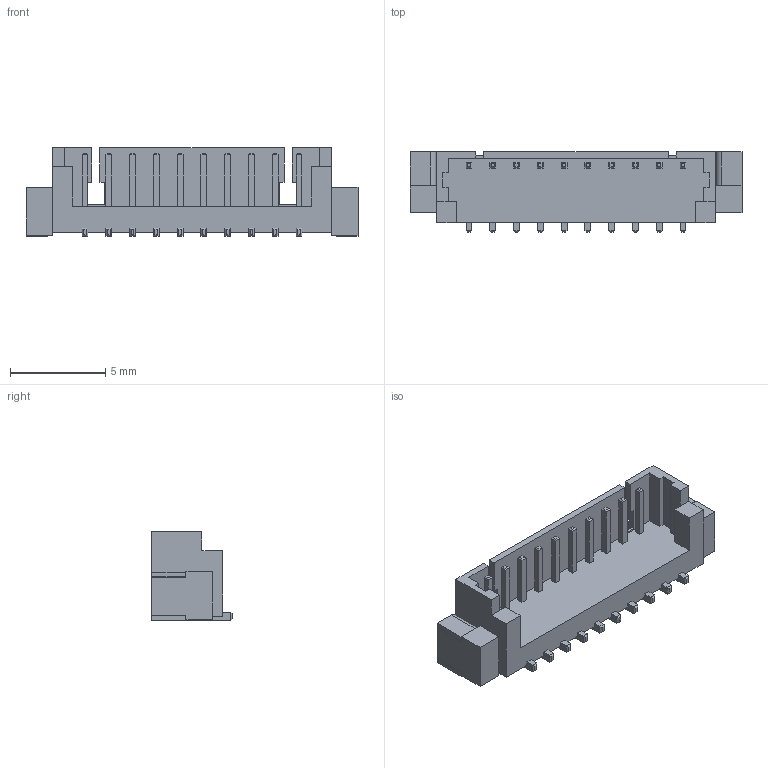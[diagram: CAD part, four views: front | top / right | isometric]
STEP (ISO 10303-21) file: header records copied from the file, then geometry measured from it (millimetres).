
FILE_DESCRIPTION(/* description */ ('Unknown'),/* implementation_level */ '2;1');
FILE_NAME(/* name */ 'JST - GH - SMD (V) - 10Pin - 1.25mm',/* time_stamp */ '2018-11-26T12:48:35-05:00',/* author */ ('Unknown'),/* organization */ ('Unknown'),/* preprocessor_version */ 'ST-DEVELOPER v16.7',/* originating_system */ 'DEX',/* authorisation */ $);
FILE_SCHEMA (('AUTOMOTIVE_DESIGN {1 0 10303 214 3 1 1}'));
Length unit declared in the file: millimetre
Products named in the file (1): JST - GH - SMD (V) - 10Pin - 1.25mm
Bounding box: 17.45 x 4.24 x 4.66 mm (x, y, z)
Volume: 128 mm3; surface area: 440.4 mm2
Topology: 3 solids, 23 shells, 461 faces, 1129 edges, 724 vertices
Faces by surface type: plane 409, bspline 40, cylinder 12
Entity records: 17527 total; most frequent: CARTESIAN_POINT 4281, ORIENTED_EDGE 2250, DIRECTION 1727, EDGE_CURVE 1125, LINE 835, VECTOR 835, VERTEX_POINT 724, EDGE_LOOP 487
